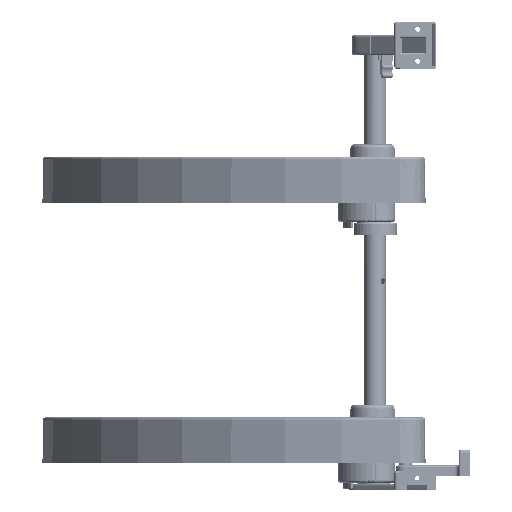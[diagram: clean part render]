
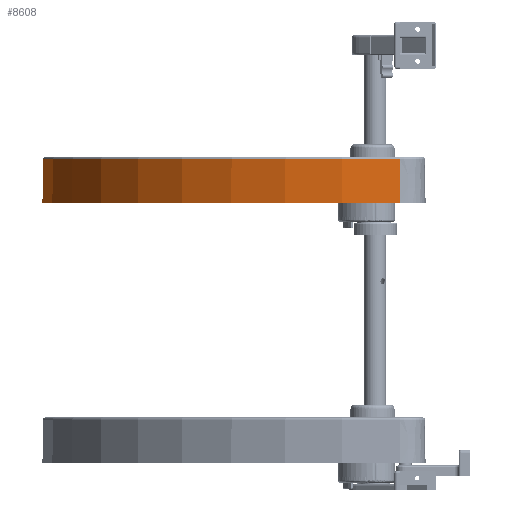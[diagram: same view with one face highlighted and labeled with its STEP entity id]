
A CAD part, left-side view. The second image highlights one B-rep face of the part: STEP entity #8608.
In plain terms, the highlighted conical face has half-angle 0.5 degrees and reference radius 375 mm.
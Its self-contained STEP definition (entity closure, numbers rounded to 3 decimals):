
#6444=CONICAL_SURFACE('',#35278,375.,0.5);
#8608=ADVANCED_FACE('',(#11211),#6444,.T.);
#11211=FACE_OUTER_BOUND('',#11920,.T.);
#11920=EDGE_LOOP('',(#16229,#16230,#16231,#16232));
#16229=ORIENTED_EDGE('',*,*,#27205,.F.);
#16230=ORIENTED_EDGE('',*,*,#27206,.T.);
#16231=ORIENTED_EDGE('',*,*,#27207,.T.);
#16232=ORIENTED_EDGE('',*,*,#27165,.F.);
#22840=VERTEX_POINT('',#46375);
#22841=VERTEX_POINT('',#46377);
#22867=VERTEX_POINT('',#46532);
#22868=VERTEX_POINT('',#46536);
#27165=EDGE_CURVE('',#22840,#22841,#30722,.T.);
#27205=EDGE_CURVE('',#22867,#22840,#33163,.T.);
#27206=EDGE_CURVE('',#22867,#22868,#30733,.T.);
#27207=EDGE_CURVE('',#22868,#22841,#33164,.T.);
#30722=CIRCLE('',#35255,375.);
#30733=CIRCLE('',#35277,374.572);
#33163=LINE('',#46533,#34065);
#33164=LINE('',#46537,#34066);
#34065=VECTOR('',#38810,1.);
#34066=VECTOR('',#38815,1.);
#35255=AXIS2_PLACEMENT_3D('',#46376,#38753,#38754);
#35277=AXIS2_PLACEMENT_3D('',#46535,#38813,#38814);
#35278=AXIS2_PLACEMENT_3D('',#46538,#38816,#38817);
#38753=DIRECTION('',(0.,0.,-1.));
#38754=DIRECTION('',(0.,-1.,0.));
#38810=DIRECTION('',(-0.009,-0.001,-1.));
#38813=DIRECTION('',(0.,0.,-1.));
#38814=DIRECTION('',(0.,-1.,0.));
#38815=DIRECTION('',(0.009,-0.001,-1.));
#38816=DIRECTION('',(0.,0.,-1.));
#38817=DIRECTION('',(0.,-1.,0.));
#46375=CARTESIAN_POINT('',(-342.954,0.182,325.154));
#46376=CARTESIAN_POINT('',(30.795,30.795,325.154));
#46377=CARTESIAN_POINT('',(404.543,0.182,325.154));
#46532=CARTESIAN_POINT('',(-342.528,0.217,374.18));
#46533=CARTESIAN_POINT('',(-342.954,0.182,325.154));
#46535=CARTESIAN_POINT('',(30.795,30.795,374.18));
#46536=CARTESIAN_POINT('',(404.117,0.217,374.18));
#46537=CARTESIAN_POINT('',(404.543,0.182,325.154));
#46538=CARTESIAN_POINT('',(30.795,30.795,325.154));
